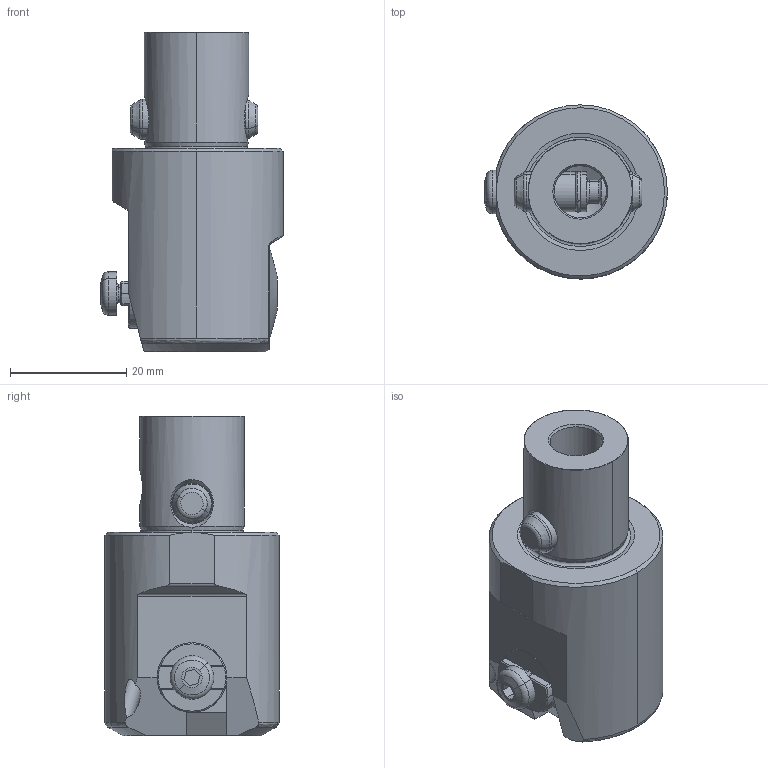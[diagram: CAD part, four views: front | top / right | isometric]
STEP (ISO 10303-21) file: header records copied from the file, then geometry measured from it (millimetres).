
FILE_DESCRIPTION(('no description'),'unknown implementation level');
FILE_NAME('83D39C84-A8E9-4328-8F38-D50B34C337D2_export.stp',' ',('CIMSOURCE GmbH'),('CADClick - KiM GmbH - www.kimweb.de'),'unknown preprocess','ACIS','unknown authorization');
FILE_SCHEMA(('automotive_design'));
Length unit declared in the file: millimetre
Products named in the file (5): 310.301 Kaiser EWN 32-42(60) X CK3|690.137 Kaiser ETL M4_SW2,5 X 8_Standard;NONE; 310.301 Kaiser EWN 32-42(60) X CK3|310.330 Kaiser Werkzeugk�rper zu EWN 32-60_Standard;NONE; 310.301 Kaiser EWN 32-42(60) X CK3|310.369 Kaiser Werkzeugtr�ger EWN 32-60_Standard;NONE; 310.301 Kaiser EWN 32-42(60) X CK3|691.503 Kaiser ETL �7 X 22K_Standard|692.272 O-Ring_Standard;NONE; 310.301 Kaiser EWN 32-42(60) X CK3|691.503 Kaiser ETL �7 X 22K_Standard|691.523 Mitnehmerbolzen_Standard;NONE
Bounding box: 31.5 x 30 x 55 mm (x, y, z)
Volume: 26252 mm3; surface area: 9247 mm2
Topology: 5 solids, 5 shells, 205 faces, 473 edges, 278 vertices
Faces by surface type: plane 69, cylinder 52, cone 45, torus 32, bspline 7
Entity records: 14521 total; most frequent: CARTESIAN_POINT 4444, DIRECTION 1015, STYLED_ITEM 952, PRESENTATION_STYLE_ASSIGNMENT 952, COLOUR_RGB 952, ORIENTED_EDGE 938, EDGE_CURVE 469, CURVE_STYLE 469
